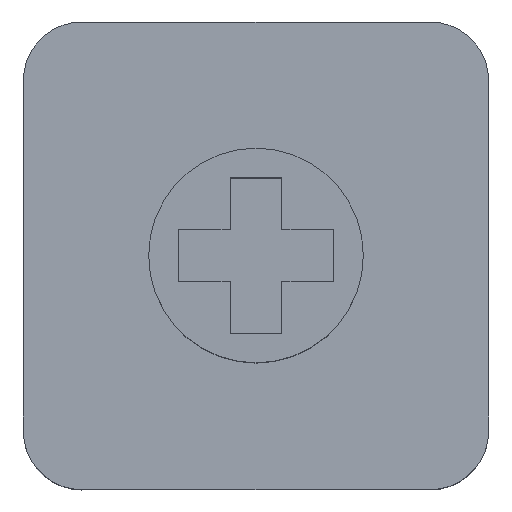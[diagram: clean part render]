
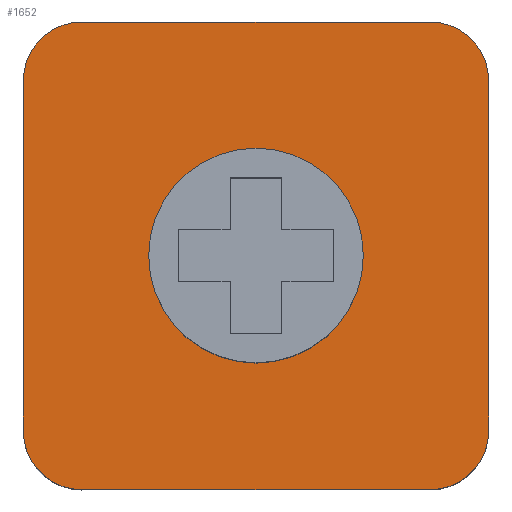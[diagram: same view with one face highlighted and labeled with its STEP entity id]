
A CAD part, top view. The second image highlights one B-rep face of the part: STEP entity #1652.
In plain terms, the highlighted planar face has unit normal (0, 0, 1).
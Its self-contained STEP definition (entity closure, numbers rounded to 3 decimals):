
#25=CIRCLE('',#1744,2.8);
#26=CIRCLE('',#1747,1.53);
#27=CIRCLE('',#1748,1.53);
#28=CIRCLE('',#1749,1.53);
#29=CIRCLE('',#1750,1.53);
#38=FACE_BOUND('',#278,.T.);
#180=FACE_OUTER_BOUND('',#277,.T.);
#277=EDGE_LOOP('',(#1450,#1451,#1452,#1453,#1454,#1455,#1456,#1457));
#278=EDGE_LOOP('',(#1458));
#459=LINE('',#2822,#641);
#460=LINE('',#2826,#642);
#461=LINE('',#2830,#643);
#462=LINE('',#2834,#644);
#641=VECTOR('',#2061,10.);
#642=VECTOR('',#2064,10.);
#643=VECTOR('',#2067,10.);
#644=VECTOR('',#2070,10.);
#800=VERTEX_POINT('',#2815);
#801=VERTEX_POINT('',#2820);
#802=VERTEX_POINT('',#2821);
#803=VERTEX_POINT('',#2823);
#804=VERTEX_POINT('',#2825);
#805=VERTEX_POINT('',#2827);
#806=VERTEX_POINT('',#2829);
#807=VERTEX_POINT('',#2831);
#808=VERTEX_POINT('',#2833);
#1026=EDGE_CURVE('',#800,#800,#25,.T.);
#1027=EDGE_CURVE('',#801,#802,#459,.T.);
#1028=EDGE_CURVE('',#802,#803,#26,.T.);
#1029=EDGE_CURVE('',#803,#804,#460,.T.);
#1030=EDGE_CURVE('',#804,#805,#27,.T.);
#1031=EDGE_CURVE('',#805,#806,#461,.T.);
#1032=EDGE_CURVE('',#806,#807,#28,.T.);
#1033=EDGE_CURVE('',#807,#808,#462,.T.);
#1034=EDGE_CURVE('',#808,#801,#29,.T.);
#1450=ORIENTED_EDGE('',*,*,#1027,.T.);
#1451=ORIENTED_EDGE('',*,*,#1028,.T.);
#1452=ORIENTED_EDGE('',*,*,#1029,.T.);
#1453=ORIENTED_EDGE('',*,*,#1030,.T.);
#1454=ORIENTED_EDGE('',*,*,#1031,.T.);
#1455=ORIENTED_EDGE('',*,*,#1032,.T.);
#1456=ORIENTED_EDGE('',*,*,#1033,.T.);
#1457=ORIENTED_EDGE('',*,*,#1034,.T.);
#1458=ORIENTED_EDGE('',*,*,#1026,.T.);
#1567=PLANE('',#1746);
#1652=ADVANCED_FACE('',(#180,#38),#1567,.T.);
#1744=AXIS2_PLACEMENT_3D('',#2817,#2055,#2056);
#1746=AXIS2_PLACEMENT_3D('',#2819,#2059,#2060);
#1747=AXIS2_PLACEMENT_3D('',#2824,#2062,#2063);
#1748=AXIS2_PLACEMENT_3D('',#2828,#2065,#2066);
#1749=AXIS2_PLACEMENT_3D('',#2832,#2068,#2069);
#1750=AXIS2_PLACEMENT_3D('',#2835,#2071,#2072);
#2055=DIRECTION('center_axis',(0.,0.,-1.));
#2056=DIRECTION('ref_axis',(1.,0.,0.));
#2059=DIRECTION('center_axis',(0.,0.,1.));
#2060=DIRECTION('ref_axis',(1.,0.,0.));
#2061=DIRECTION('',(-1.,0.,0.));
#2062=DIRECTION('center_axis',(0.,0.,1.));
#2063=DIRECTION('ref_axis',(0.,1.,0.));
#2064=DIRECTION('',(0.,-1.,0.));
#2065=DIRECTION('center_axis',(0.,0.,1.));
#2066=DIRECTION('ref_axis',(-1.,0.,0.));
#2067=DIRECTION('',(1.,0.,0.));
#2068=DIRECTION('center_axis',(0.,0.,1.));
#2069=DIRECTION('ref_axis',(0.,-1.,0.));
#2070=DIRECTION('',(0.,1.,0.));
#2071=DIRECTION('center_axis',(0.,0.,1.));
#2072=DIRECTION('ref_axis',(1.,0.,0.));
#2815=CARTESIAN_POINT('',(3.27,6.1,5.));
#2817=CARTESIAN_POINT('Origin',(6.07,6.1,5.));
#2819=CARTESIAN_POINT('Origin',(6.07,6.1,5.));
#2820=CARTESIAN_POINT('',(10.61,12.2,5.));
#2821=CARTESIAN_POINT('',(1.53,12.2,5.));
#2822=CARTESIAN_POINT('',(10.61,12.2,5.));
#2823=CARTESIAN_POINT('',(0.,10.67,5.));
#2824=CARTESIAN_POINT('Origin',(1.53,10.67,5.));
#2825=CARTESIAN_POINT('',(0.,1.53,5.));
#2826=CARTESIAN_POINT('',(0.,10.67,5.));
#2827=CARTESIAN_POINT('',(1.53,0.,5.));
#2828=CARTESIAN_POINT('Origin',(1.53,1.53,5.));
#2829=CARTESIAN_POINT('',(10.61,0.,5.));
#2830=CARTESIAN_POINT('',(1.53,0.,5.));
#2831=CARTESIAN_POINT('',(12.14,1.53,5.));
#2832=CARTESIAN_POINT('Origin',(10.61,1.53,5.));
#2833=CARTESIAN_POINT('',(12.14,10.67,5.));
#2834=CARTESIAN_POINT('',(12.14,1.53,5.));
#2835=CARTESIAN_POINT('Origin',(10.61,10.67,5.));
